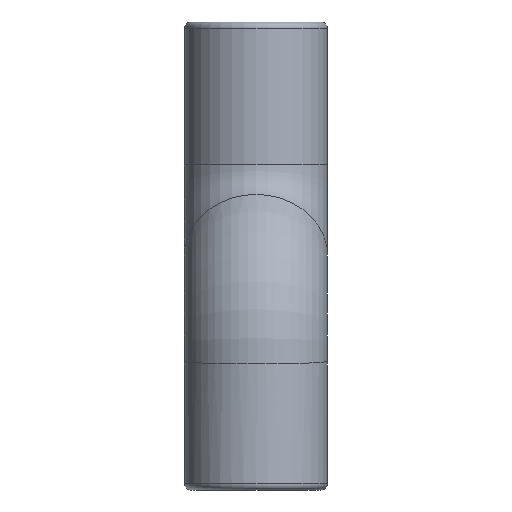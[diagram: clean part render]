
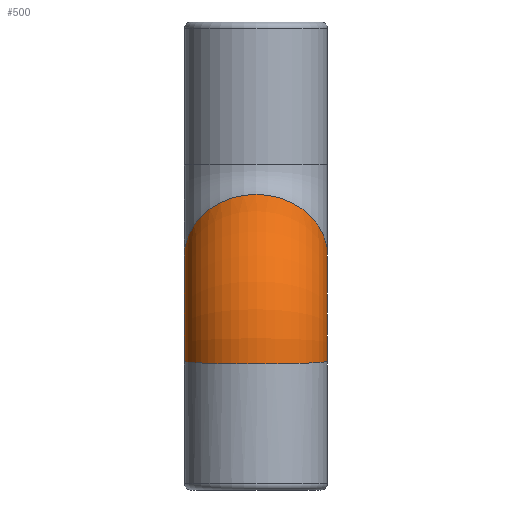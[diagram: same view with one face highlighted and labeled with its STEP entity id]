
A CAD part, left-side view. The second image highlights one B-rep face of the part: STEP entity #500.
In plain terms, the highlighted toroidal (fillet/blend) face has major radius 42.272 mm and minor radius 27.5 mm.
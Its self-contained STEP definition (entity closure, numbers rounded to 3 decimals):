
#66=CIRCLE('',#538,27.5);
#70=CIRCLE('',#542,27.5);
#98=CIRCLE('',#596,27.5);
#99=CIRCLE('',#597,27.5);
#100=CIRCLE('',#599,14.772);
#118=TOROIDAL_SURFACE('',#598,42.272,27.5);
#145=FACE_OUTER_BOUND('',#177,.T.);
#177=EDGE_LOOP('',(#445,#446,#447,#448,#449,#450,#451));
#189=B_SPLINE_CURVE_WITH_KNOTS('',3,(#1294,#1295,#1296,#1297,#1298,#1299,
#1300,#1301,#1302,#1303,#1304,#1305,#1306,#1307,#1308,#1309,#1310,#1311,
#1312,#1313,#1314,#1315,#1316,#1317,#1318,#1319),.UNSPECIFIED.,.F.,.F.,
(4,2,2,2,2,2,2,2,2,2,2,2,4),(-8.636,-8.607,-8.063,
-7.501,-6.442,-5.376,-4.303,
-3.231,-2.164,-1.105,-0.544,
0.,0.029),.UNSPECIFIED.);
#203=VERTEX_POINT('',#1134);
#204=VERTEX_POINT('',#1135);
#232=VERTEX_POINT('',#1291);
#233=VERTEX_POINT('',#1293);
#237=VERTEX_POINT('',#1336);
#259=EDGE_CURVE('',#203,#204,#66,.T.);
#263=EDGE_CURVE('',#204,#203,#70,.T.);
#300=EDGE_CURVE('',#232,#233,#189,.T.);
#309=EDGE_CURVE('',#237,#233,#98,.T.);
#310=EDGE_CURVE('',#232,#237,#99,.T.);
#311=EDGE_CURVE('',#237,#203,#100,.T.);
#445=ORIENTED_EDGE('',*,*,#310,.T.);
#446=ORIENTED_EDGE('',*,*,#311,.T.);
#447=ORIENTED_EDGE('',*,*,#263,.F.);
#448=ORIENTED_EDGE('',*,*,#259,.F.);
#449=ORIENTED_EDGE('',*,*,#311,.F.);
#450=ORIENTED_EDGE('',*,*,#309,.T.);
#451=ORIENTED_EDGE('',*,*,#300,.F.);
#500=ADVANCED_FACE('',(#145),#118,.T.);
#538=AXIS2_PLACEMENT_3D('',#1136,#650,#651);
#542=AXIS2_PLACEMENT_3D('',#1141,#658,#659);
#596=AXIS2_PLACEMENT_3D('',#1337,#772,#773);
#597=AXIS2_PLACEMENT_3D('',#1338,#774,#775);
#598=AXIS2_PLACEMENT_3D('',#1339,#776,#777);
#599=AXIS2_PLACEMENT_3D('',#1340,#778,#779);
#650=DIRECTION('center_axis',(0.862,0.,0.508));
#651=DIRECTION('ref_axis',(-0.508,0.,0.862));
#658=DIRECTION('center_axis',(0.862,0.,0.508));
#659=DIRECTION('ref_axis',(-0.508,0.,0.862));
#772=DIRECTION('center_axis',(-0.094,0.,0.996));
#773=DIRECTION('ref_axis',(-0.996,0.,-0.094));
#774=DIRECTION('center_axis',(-0.094,0.,0.996));
#775=DIRECTION('ref_axis',(-0.996,0.,-0.094));
#776=DIRECTION('center_axis',(0.,1.,0.));
#777=DIRECTION('ref_axis',(0.,0.,1.));
#778=DIRECTION('center_axis',(0.,1.,0.));
#779=DIRECTION('ref_axis',(0.,0.,1.));
#1134=CARTESIAN_POINT('',(-6.038,0.,-83.692));
#1135=CARTESIAN_POINT('',(-33.962,0.,-36.308));
#1136=CARTESIAN_POINT('Origin',(-20.,0.,-60.));
#1141=CARTESIAN_POINT('Origin',(-20.,0.,-60.));
#1291=CARTESIAN_POINT('',(-40.625,-27.5,-100.379));
#1293=CARTESIAN_POINT('',(-40.625,27.5,-100.379));
#1294=CARTESIAN_POINT('Ctrl Pts',(-40.625,-27.5,-100.379));
#1295=CARTESIAN_POINT('Ctrl Pts',(-40.722,-27.5,-100.384));
#1296=CARTESIAN_POINT('Ctrl Pts',(-40.82,-27.499,-100.389));
#1297=CARTESIAN_POINT('Ctrl Pts',(-42.728,-27.479,-100.478));
#1298=CARTESIAN_POINT('Ctrl Pts',(-44.533,-27.281,-100.56));
#1299=CARTESIAN_POINT('Ctrl Pts',(-48.134,-26.521,-100.718));
#1300=CARTESIAN_POINT('Ctrl Pts',(-49.919,-25.949,-100.795));
#1301=CARTESIAN_POINT('Ctrl Pts',(-54.864,-23.79,-101.001));
#1302=CARTESIAN_POINT('Ctrl Pts',(-57.795,-21.769,-101.118));
#1303=CARTESIAN_POINT('Ctrl Pts',(-62.753,-16.71,-101.31));
#1304=CARTESIAN_POINT('Ctrl Pts',(-64.726,-13.712,-101.384));
#1305=CARTESIAN_POINT('Ctrl Pts',(-67.428,-7.114,-101.484));
#1306=CARTESIAN_POINT('Ctrl Pts',(-68.125,-3.574,-101.509));
#1307=CARTESIAN_POINT('Ctrl Pts',(-68.125,3.574,-101.509));
#1308=CARTESIAN_POINT('Ctrl Pts',(-67.428,7.114,-101.484));
#1309=CARTESIAN_POINT('Ctrl Pts',(-64.726,13.712,-101.384));
#1310=CARTESIAN_POINT('Ctrl Pts',(-62.753,16.71,-101.31));
#1311=CARTESIAN_POINT('Ctrl Pts',(-57.795,21.769,-101.118));
#1312=CARTESIAN_POINT('Ctrl Pts',(-54.864,23.79,-101.001));
#1313=CARTESIAN_POINT('Ctrl Pts',(-49.919,25.949,-100.795));
#1314=CARTESIAN_POINT('Ctrl Pts',(-48.134,26.521,-100.718));
#1315=CARTESIAN_POINT('Ctrl Pts',(-44.533,27.281,-100.56));
#1316=CARTESIAN_POINT('Ctrl Pts',(-42.728,27.479,-100.478));
#1317=CARTESIAN_POINT('Ctrl Pts',(-40.82,27.499,-100.389));
#1318=CARTESIAN_POINT('Ctrl Pts',(-40.722,27.5,-100.384));
#1319=CARTESIAN_POINT('Ctrl Pts',(-40.625,27.5,-100.379));
#1336=CARTESIAN_POINT('',(-13.246,0.,-97.803));
#1337=CARTESIAN_POINT('Origin',(-40.625,0.,-100.379));
#1338=CARTESIAN_POINT('Origin',(-40.625,0.,-100.379));
#1339=CARTESIAN_POINT('Origin',(1.461,0.,-96.419));
#1340=CARTESIAN_POINT('Origin',(1.461,0.,-96.419));
